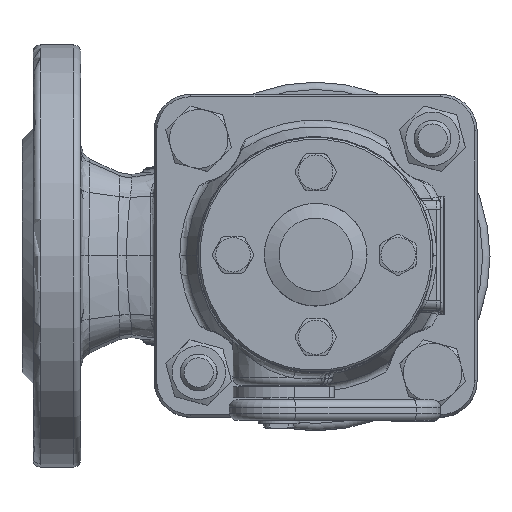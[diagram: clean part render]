
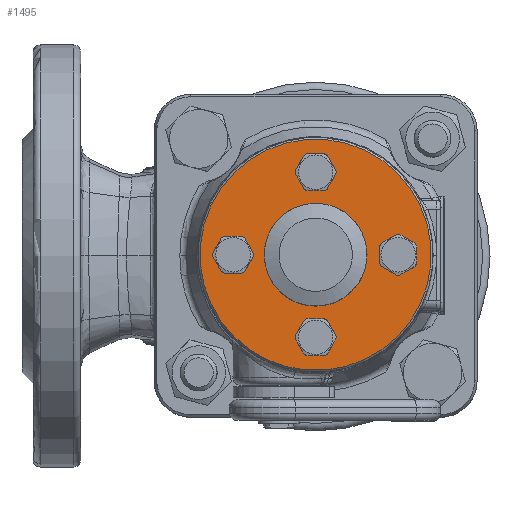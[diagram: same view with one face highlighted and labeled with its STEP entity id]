
A CAD part, top view. The second image highlights one B-rep face of the part: STEP entity #1495.
In plain terms, the highlighted planar face has unit normal (0, 0, 1).
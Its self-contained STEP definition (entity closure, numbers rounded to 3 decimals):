
#1259=CARTESIAN_POINT('',(22.275,-22.276,191.95));
#1260=VERTEX_POINT('',#1259);
#1261=CARTESIAN_POINT('',(-22.272,22.272,191.95));
#1262=VERTEX_POINT('',#1261);
#1263=CARTESIAN_POINT('',(0.001,-0.002,191.95));
#1264=DIRECTION('',(0.,-0.,1.));
#1265=DIRECTION('',(-0.707,0.707,0.));
#1266=AXIS2_PLACEMENT_3D('',#1263,#1264,#1265);
#1267=CIRCLE('',#1266,31.5);
#1268=EDGE_CURVE('NONE',#1260,#1262,#1267,.T.);
#1270=CARTESIAN_POINT('',(0.001,-0.002,191.95));
#1271=DIRECTION('',(0.,-0.,1.));
#1272=DIRECTION('',(-0.707,0.707,0.));
#1273=AXIS2_PLACEMENT_3D('',#1270,#1271,#1272);
#1274=CIRCLE('',#1273,31.5);
#1275=EDGE_CURVE('NONE',#1262,#1260,#1274,.T.);
#1331=CARTESIAN_POINT('',(-9.898,9.897,191.95));
#1332=VERTEX_POINT('',#1331);
#1333=CARTESIAN_POINT('',(9.901,-9.902,191.95));
#1334=VERTEX_POINT('',#1333);
#1335=CARTESIAN_POINT('',(0.001,-0.002,191.95));
#1336=DIRECTION('',(-0.,0.,-1.));
#1337=DIRECTION('',(-0.707,0.707,0.));
#1338=AXIS2_PLACEMENT_3D('',#1335,#1336,#1337);
#1339=CIRCLE('',#1338,14.);
#1340=EDGE_CURVE('NONE',#1332,#1334,#1339,.T.);
#1342=CARTESIAN_POINT('',(0.001,-0.002,191.95));
#1343=DIRECTION('',(-0.,0.,-1.));
#1344=DIRECTION('',(-0.707,0.707,0.));
#1345=AXIS2_PLACEMENT_3D('',#1342,#1343,#1344);
#1346=CIRCLE('',#1345,14.);
#1347=EDGE_CURVE('NONE',#1334,#1332,#1346,.T.);
#1482=CARTESIAN_POINT('',(-22.626,-22.63,191.95));
#1483=DIRECTION('',(-0.,0.,-1.));
#1484=DIRECTION('',(-0.707,0.707,0.));
#1485=AXIS2_PLACEMENT_3D('',#1482,#1483,#1484);
#1486=PLANE('',#1485);
#1487=ORIENTED_EDGE('',*,*,#1275,.T.);
#1488=ORIENTED_EDGE('',*,*,#1268,.T.);
#1489=EDGE_LOOP('',(#1487,#1488));
#1490=FACE_BOUND('',#1489,.T.);
#1491=ORIENTED_EDGE('',*,*,#1340,.T.);
#1492=ORIENTED_EDGE('',*,*,#1347,.T.);
#1493=EDGE_LOOP('',(#1491,#1492));
#1494=FACE_BOUND('',#1493,.T.);
#1495=ADVANCED_FACE('NONE',(#1490,#1494),#1486,.F.);
